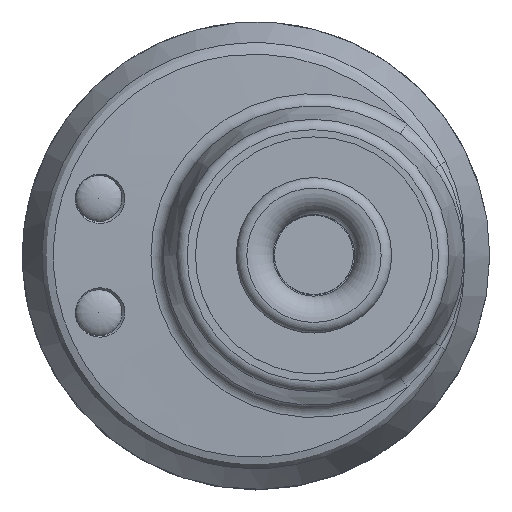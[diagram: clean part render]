
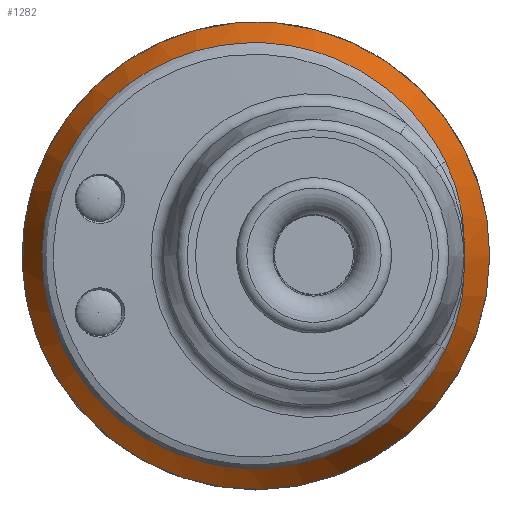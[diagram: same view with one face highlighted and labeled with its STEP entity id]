
A CAD part, top view. The second image highlights one B-rep face of the part: STEP entity #1282.
In plain terms, the highlighted conical face has half-angle 23 degrees and reference radius 15.817 mm.
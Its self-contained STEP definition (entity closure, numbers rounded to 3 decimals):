
#134=CIRCLE('',#1380,17.75);
#167=CONICAL_SURFACE('',#1381,15.817,0.401);
#303=ORIENTED_EDGE('',*,*,#447,.T.);
#304=ORIENTED_EDGE('',*,*,#448,.T.);
#305=ORIENTED_EDGE('',*,*,#449,.T.);
#306=ORIENTED_EDGE('',*,*,#450,.T.);
#307=ORIENTED_EDGE('',*,*,#446,.T.);
#446=EDGE_CURVE('',#662,#662,#134,.T.);
#447=EDGE_CURVE('',#663,#664,#499,.T.);
#448=EDGE_CURVE('',#664,#665,#500,.F.);
#449=EDGE_CURVE('',#665,#666,#501,.T.);
#450=EDGE_CURVE('',#666,#663,#502,.T.);
#499=B_SPLINE_CURVE_WITH_KNOTS('',3,(#2319,#2320,#2321,#2322),
 .UNSPECIFIED.,.F.,.F.,(4,4),(0.,1.),.UNSPECIFIED.);
#500=B_SPLINE_CURVE_WITH_KNOTS('',3,(#2325,#2326,#2327,#2328),
 .UNSPECIFIED.,.F.,.F.,(4,4),(0.,1.),.UNSPECIFIED.);
#501=B_SPLINE_CURVE_WITH_KNOTS('',3,(#2330,#2331,#2332,#2333),
 .UNSPECIFIED.,.F.,.F.,(4,4),(0.,1.),.UNSPECIFIED.);
#502=B_SPLINE_CURVE_WITH_KNOTS('',3,(#2335,#2336,#2337,#2338,#2339,#2340,
#2341,#2342,#2343,#2344,#2345,#2346,#2347,#2348,#2349,#2350,#2351,#2352,
#2353,#2354,#2355,#2356,#2357,#2358,#2359,#2360,#2361,#2362,#2363,#2364,
#2365,#2366,#2367,#2368,#2369,#2370,#2371,#2372,#2373,#2374,#2375,#2376,
#2377,#2378,#2379,#2380,#2381,#2382,#2383,#2384,#2385,#2386,#2387,#2388,
#2389,#2390,#2391,#2392,#2393,#2394,#2395,#2396,#2397),.UNSPECIFIED.,.F.,
 .F.,(4,1,1,1,1,1,1,1,1,1,1,1,1,1,1,1,1,1,1,1,1,1,1,1,1,1,1,1,1,1,1,1,1,
1,1,1,1,1,1,1,1,1,1,1,1,1,1,1,1,1,1,1,1,1,1,1,1,1,1,1,4),(0.,0.031,0.063,
0.094,0.125,0.133,0.141,0.148,0.156,0.172,0.188,0.203,
0.219,0.227,0.234,0.242,0.246,0.248,0.25,0.252,
0.254,0.258,0.266,0.273,0.281,0.297,0.313,0.344,
0.375,0.406,0.438,0.469,0.5,0.531,0.563,0.625,0.688,0.719,0.734,
0.75,0.766,0.781,0.813,0.828,0.844,0.852,0.859,0.867,
0.871,0.873,0.875,0.877,0.879,0.883,0.891,
0.898,0.906,0.922,0.938,0.969,1.),.UNSPECIFIED.);
#570=EDGE_LOOP('',(#303,#304,#305,#306));
#571=EDGE_LOOP('',(#307));
#662=VERTEX_POINT('',#2317);
#663=VERTEX_POINT('',#2323);
#664=VERTEX_POINT('',#2324);
#665=VERTEX_POINT('',#2329);
#666=VERTEX_POINT('',#2334);
#751=FACE_BOUND('',#570,.T.);
#752=FACE_BOUND('',#571,.T.);
#1282=ADVANCED_FACE('',(#751,#752),#167,.T.);
#1380=AXIS2_PLACEMENT_3D('',#2316,#1576,#1577);
#1381=AXIS2_PLACEMENT_3D('',#2318,#1578,#1579);
#1576=DIRECTION('',(0.,0.,1.));
#1577=DIRECTION('',(1.,0.,0.));
#1578=DIRECTION('',(0.,0.,-1.));
#1579=DIRECTION('',(-1.,0.,0.));
#2316=CARTESIAN_POINT('',(0.,0.,55.071));
#2317=CARTESIAN_POINT('',(17.75,0.,55.071));
#2318=CARTESIAN_POINT('',(0.,0.,59.625));
#2319=CARTESIAN_POINT('',(14.404,7.136,59.017));
#2320=CARTESIAN_POINT('',(15.256,5.401,59.033));
#2321=CARTESIAN_POINT('',(15.879,3.172,59.207));
#2322=CARTESIAN_POINT('',(15.84,0.639,59.539));
#2323=CARTESIAN_POINT('',(14.405,7.136,59.017));
#2324=CARTESIAN_POINT('',(15.84,0.639,59.539));
#2325=CARTESIAN_POINT('',(15.84,-0.639,59.539));
#2326=CARTESIAN_POINT('',(15.869,-0.209,59.513));
#2327=CARTESIAN_POINT('',(15.869,0.209,59.513));
#2328=CARTESIAN_POINT('',(15.84,0.639,59.539));
#2329=CARTESIAN_POINT('',(15.84,-0.639,59.539));
#2330=CARTESIAN_POINT('',(15.84,-0.639,59.539));
#2331=CARTESIAN_POINT('',(15.879,-3.172,59.207));
#2332=CARTESIAN_POINT('',(15.256,-5.401,59.033));
#2333=CARTESIAN_POINT('',(14.404,-7.136,59.017));
#2334=CARTESIAN_POINT('',(14.404,-7.136,59.017));
#2335=CARTESIAN_POINT('',(14.404,-7.136,59.017));
#2336=CARTESIAN_POINT('',(14.219,-7.513,59.014));
#2337=CARTESIAN_POINT('',(13.727,-8.446,59.005));
#2338=CARTESIAN_POINT('',(12.468,-10.275,58.98));
#2339=CARTESIAN_POINT('',(10.498,-12.351,58.944));
#2340=CARTESIAN_POINT('',(8.343,-13.872,58.909));
#2341=CARTESIAN_POINT('',(6.601,-14.731,58.883));
#2342=CARTESIAN_POINT('',(5.656,-15.126,58.869));
#2343=CARTESIAN_POINT('',(4.697,-15.456,58.854));
#2344=CARTESIAN_POINT('',(3.486,-15.792,58.837));
#2345=CARTESIAN_POINT('',(2.051,-16.058,58.817));
#2346=CARTESIAN_POINT('',(0.505,-16.183,58.795));
#2347=CARTESIAN_POINT('',(-0.85,-16.171,58.777));
#2348=CARTESIAN_POINT('',(-1.81,-16.088,58.763));
#2349=CARTESIAN_POINT('',(-2.477,-15.998,58.754));
#2350=CARTESIAN_POINT('',(-2.925,-15.925,58.748));
#2351=CARTESIAN_POINT('',(-3.261,-15.86,58.743));
#2352=CARTESIAN_POINT('',(-3.465,-15.818,58.74));
#2353=CARTESIAN_POINT('',(-3.589,-15.79,58.739));
#2354=CARTESIAN_POINT('',(-3.639,-15.779,58.738));
#2355=CARTESIAN_POINT('',(-3.841,-15.733,58.735));
#2356=CARTESIAN_POINT('',(-4.056,-15.68,58.732));
#2357=CARTESIAN_POINT('',(-4.456,-15.576,58.727));
#2358=CARTESIAN_POINT('',(-5.009,-15.413,58.719));
#2359=CARTESIAN_POINT('',(-5.668,-15.187,58.71));
#2360=CARTESIAN_POINT('',(-6.529,-14.85,58.699));
#2361=CARTESIAN_POINT('',(-7.574,-14.36,58.686));
#2362=CARTESIAN_POINT('',(-9.169,-13.44,58.666));
#2363=CARTESIAN_POINT('',(-10.995,-12.047,58.644));
#2364=CARTESIAN_POINT('',(-12.86,-10.045,58.623));
#2365=CARTESIAN_POINT('',(-14.353,-7.775,58.607));
#2366=CARTESIAN_POINT('',(-15.441,-5.306,58.595));
#2367=CARTESIAN_POINT('',(-16.103,-2.717,58.588));
#2368=CARTESIAN_POINT('',(-16.327,-0.049,58.586));
#2369=CARTESIAN_POINT('',(-16.131,2.502,58.589));
#2370=CARTESIAN_POINT('',(-15.318,5.916,58.599));
#2371=CARTESIAN_POINT('',(-13.237,9.93,58.622));
#2372=CARTESIAN_POINT('',(-9.853,13.131,58.66));
#2373=CARTESIAN_POINT('',(-6.945,14.7,58.695));
#2374=CARTESIAN_POINT('',(-5.185,15.373,58.717));
#2375=CARTESIAN_POINT('',(-3.767,15.77,58.736));
#2376=CARTESIAN_POINT('',(-2.5,16.01,58.753));
#2377=CARTESIAN_POINT('',(-0.717,16.205,58.776));
#2378=CARTESIAN_POINT('',(1.082,16.175,58.801));
#2379=CARTESIAN_POINT('',(2.883,15.916,58.826));
#2380=CARTESIAN_POINT('',(3.998,15.658,58.842));
#2381=CARTESIAN_POINT('',(4.879,15.394,58.856));
#2382=CARTESIAN_POINT('',(5.531,15.167,58.866));
#2383=CARTESIAN_POINT('',(6.071,14.953,58.874));
#2384=CARTESIAN_POINT('',(6.44,14.793,58.88));
#2385=CARTESIAN_POINT('',(6.657,14.694,58.884));
#2386=CARTESIAN_POINT('',(6.796,14.63,58.886));
#2387=CARTESIAN_POINT('',(7.026,14.519,58.89));
#2388=CARTESIAN_POINT('',(7.308,14.378,58.894));
#2389=CARTESIAN_POINT('',(7.798,14.119,58.902));
#2390=CARTESIAN_POINT('',(8.456,13.732,58.913));
#2391=CARTESIAN_POINT('',(9.191,13.245,58.926));
#2392=CARTESIAN_POINT('',(10.094,12.573,58.942));
#2393=CARTESIAN_POINT('',(11.086,11.707,58.959));
#2394=CARTESIAN_POINT('',(12.402,10.322,58.983));
#2395=CARTESIAN_POINT('',(13.591,8.681,59.005));
#2396=CARTESIAN_POINT('',(14.176,7.599,59.014));
#2397=CARTESIAN_POINT('',(14.404,7.136,59.017));
